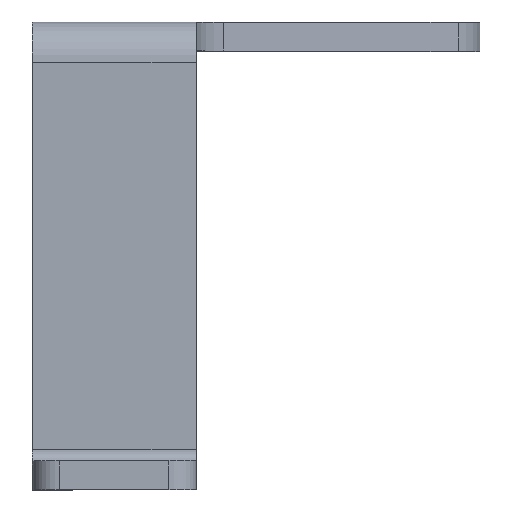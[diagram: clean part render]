
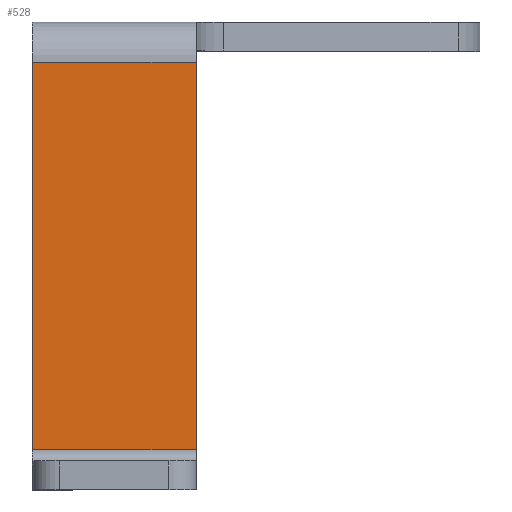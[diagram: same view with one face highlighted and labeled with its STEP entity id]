
A CAD part, top view. The second image highlights one B-rep face of the part: STEP entity #528.
In plain terms, the highlighted planar face has unit normal (0, 0, 1).
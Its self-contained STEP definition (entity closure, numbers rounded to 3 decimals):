
#16 = VECTOR ( 'NONE', #998, 1000. ) ;
#30 = EDGE_LOOP ( 'NONE', ( #476, #492, #94, #125 ) ) ;
#94 = ORIENTED_EDGE ( 'NONE', *, *, #668, .F. ) ;
#122 = PLANE ( 'NONE',  #260 ) ;
#125 = ORIENTED_EDGE ( 'NONE', *, *, #180, .F. ) ;
#158 = VERTEX_POINT ( 'NONE', #977 ) ;
#180 = EDGE_CURVE ( 'NONE', #158, #321, #204, .T. ) ;
#181 = CARTESIAN_POINT ( 'NONE',  ( -7., 1.27, -10. ) ) ;
#197 = DIRECTION ( 'NONE',  ( -1., 0., 0. ) ) ;
#204 = LINE ( 'NONE', #982, #422 ) ;
#226 = CARTESIAN_POINT ( 'NONE',  ( 11., 43.792, -10. ) ) ;
#260 = AXIS2_PLACEMENT_3D ( 'NONE', #657, #270, #438 ) ;
#270 = DIRECTION ( 'NONE',  ( 0., 0., 1. ) ) ;
#276 = CARTESIAN_POINT ( 'NONE',  ( 11., 43.792, -10. ) ) ;
#321 = VERTEX_POINT ( 'NONE', #181 ) ;
#367 = EDGE_CURVE ( 'NONE', #639, #158, #694, .T. ) ;
#371 = DIRECTION ( 'NONE',  ( -1., 0., 0. ) ) ;
#422 = VECTOR ( 'NONE', #371, 1000. ) ;
#425 = VECTOR ( 'NONE', #197, 1000. ) ;
#438 = DIRECTION ( 'NONE',  ( 0., -1., 0. ) ) ;
#476 = ORIENTED_EDGE ( 'NONE', *, *, #367, .F. ) ;
#481 = VERTEX_POINT ( 'NONE', #824 ) ;
#492 = ORIENTED_EDGE ( 'NONE', *, *, #707, .T. ) ;
#528 = ADVANCED_FACE ( 'NONE', ( #882 ), #122, .T. ) ;
#574 = VECTOR ( 'NONE', #582, 1000. ) ;
#582 = DIRECTION ( 'NONE',  ( 0., 1., 0. ) ) ;
#639 = VERTEX_POINT ( 'NONE', #226 ) ;
#657 = CARTESIAN_POINT ( 'NONE',  ( 0., 0., -10. ) ) ;
#668 = EDGE_CURVE ( 'NONE', #321, #481, #825, .T. ) ;
#694 = LINE ( 'NONE', #723, #16 ) ;
#707 = EDGE_CURVE ( 'NONE', #639, #481, #883, .T. ) ;
#723 = CARTESIAN_POINT ( 'NONE',  ( 11., 0., -10. ) ) ;
#736 = CARTESIAN_POINT ( 'NONE',  ( -7., 45.062, -10. ) ) ;
#824 = CARTESIAN_POINT ( 'NONE',  ( -7., 43.792, -10. ) ) ;
#825 = LINE ( 'NONE', #736, #574 ) ;
#882 = FACE_OUTER_BOUND ( 'NONE', #30, .T. ) ;
#883 = LINE ( 'NONE', #276, #425 ) ;
#977 = CARTESIAN_POINT ( 'NONE',  ( 11., 1.27, -10. ) ) ;
#982 = CARTESIAN_POINT ( 'NONE',  ( 11., 1.27, -10. ) ) ;
#998 = DIRECTION ( 'NONE',  ( 0., -1., 0. ) ) ;
